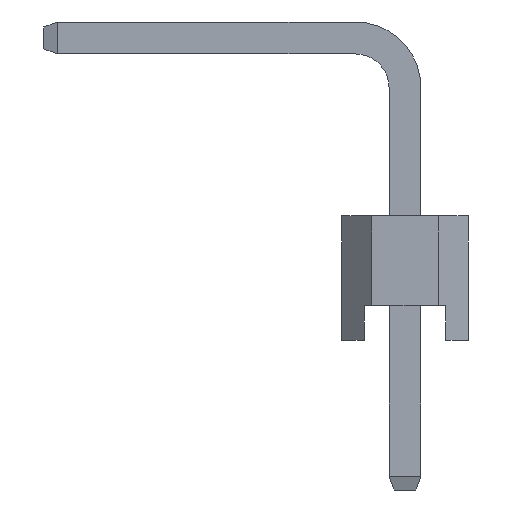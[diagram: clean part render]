
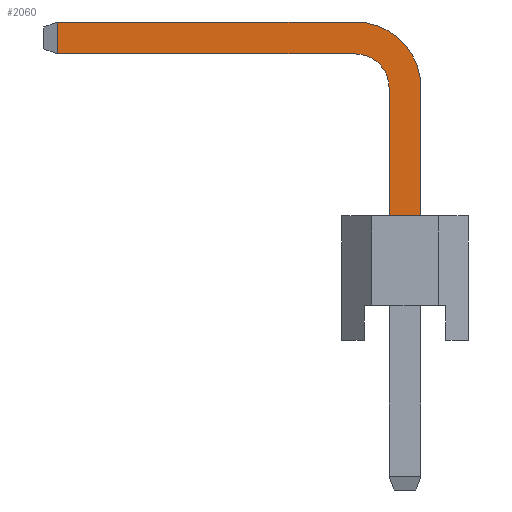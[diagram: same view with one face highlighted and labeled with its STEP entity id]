
A CAD part, left-side view. The second image highlights one B-rep face of the part: STEP entity #2060.
In plain terms, the highlighted planar face has unit normal (-1, 0, 0).
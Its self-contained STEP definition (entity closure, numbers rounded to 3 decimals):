
#2060=ADVANCED_FACE('',(#6322),#6324,.T.);
#6322=FACE_BOUND('',#6323,.T.);
#6323=EDGE_LOOP('',(#9833,#9834,#9835,#9836,#9837,#9838,#9839,#9840));
#6324=PLANE('',#6325);
#6325=AXIS2_PLACEMENT_3D('',#6326,#6327,#6328);
#6326=CARTESIAN_POINT('',(-0.32,0.32,-3.));
#6327=DIRECTION('',(-1.,0.,0.));
#6328=DIRECTION('',(0.,-1.,0.));
#9833=ORIENTED_EDGE('',*,*,#11962,.F.);
#9834=ORIENTED_EDGE('',*,*,#11963,.F.);
#9835=ORIENTED_EDGE('',*,*,#11964,.F.);
#9836=ORIENTED_EDGE('',*,*,#11951,.F.);
#9837=ORIENTED_EDGE('',*,*,#11170,.T.);
#9838=ORIENTED_EDGE('',*,*,#11961,.T.);
#9839=ORIENTED_EDGE('',*,*,#11965,.T.);
#9840=ORIENTED_EDGE('',*,*,#11966,.T.);
#11170=EDGE_CURVE('',#12644,#12648,#12650,.T.);
#11951=EDGE_CURVE('',#12644,#13961,#13962,.T.);
#11961=EDGE_CURVE('',#12648,#13977,#13979,.T.);
#11962=EDGE_CURVE('',#13980,#13981,#13982,.T.);
#11963=EDGE_CURVE('',#13983,#13980,#13984,.T.);
#11964=EDGE_CURVE('',#13961,#13983,#13985,.T.);
#11965=EDGE_CURVE('',#13977,#13986,#13987,.T.);
#11966=EDGE_CURVE('',#13986,#13981,#13988,.T.);
#12644=VERTEX_POINT('',#15114);
#12648=VERTEX_POINT('',#15122);
#12650=LINE('',#15126,#15127);
#13961=VERTEX_POINT('',#18059);
#13962=LINE('',#18060,#18061);
#13977=VERTEX_POINT('',#18095);
#13979=LINE('',#18099,#18100);
#13980=VERTEX_POINT('',#18102);
#13981=VERTEX_POINT('',#18103);
#13982=LINE('',#18104,#18105);
#13983=VERTEX_POINT('',#18107);
#13984=LINE('',#18108,#18109);
#13985=CIRCLE('',#18111,0.68);
#13986=VERTEX_POINT('',#18115);
#13987=CIRCLE('',#18116,1.32);
#13988=LINE('',#18120,#18121);
#15114=CARTESIAN_POINT('',(-0.32,0.32,2.5));
#15122=CARTESIAN_POINT('',(-0.32,-0.32,2.5));
#15126=CARTESIAN_POINT('',(-0.32,0.32,2.5));
#15127=VECTOR('',#15128,1.);
#15128=DIRECTION('',(0.,-1.,0.));
#18059=CARTESIAN_POINT('',(-0.32,0.32,5.07));
#18060=CARTESIAN_POINT('',(-0.32,0.32,2.5));
#18061=VECTOR('',#18062,1.);
#18062=DIRECTION('',(0.,0.,1.));
#18095=CARTESIAN_POINT('',(-0.32,-0.32,5.07));
#18099=CARTESIAN_POINT('',(-0.32,-0.32,2.5));
#18100=VECTOR('',#18101,1.);
#18101=DIRECTION('',(0.,0.,1.));
#18102=CARTESIAN_POINT('',(-0.32,6.975,5.75));
#18103=CARTESIAN_POINT('',(-0.32,6.975,6.39));
#18104=CARTESIAN_POINT('',(-0.32,6.975,5.75));
#18105=VECTOR('',#18106,1.);
#18106=DIRECTION('',(0.,0.,1.));
#18107=CARTESIAN_POINT('',(-0.32,1.,5.75));
#18108=CARTESIAN_POINT('',(-0.32,1.,5.75));
#18109=VECTOR('',#18110,1.);
#18110=DIRECTION('',(0.,1.,0.));
#18111=AXIS2_PLACEMENT_3D('',#18112,#18113,#18114);
#18112=CARTESIAN_POINT('',(-0.32,1.,5.07));
#18113=DIRECTION('',(-1.,-0.,0.));
#18114=DIRECTION('',(0.,-1.,0.));
#18115=CARTESIAN_POINT('',(-0.32,1.,6.39));
#18116=AXIS2_PLACEMENT_3D('',#18117,#18118,#18119);
#18117=CARTESIAN_POINT('',(-0.32,1.,5.07));
#18118=DIRECTION('',(-1.,-0.,0.));
#18119=DIRECTION('',(0.,-1.,0.));
#18120=CARTESIAN_POINT('',(-0.32,1.,6.39));
#18121=VECTOR('',#18122,1.);
#18122=DIRECTION('',(0.,1.,0.));
